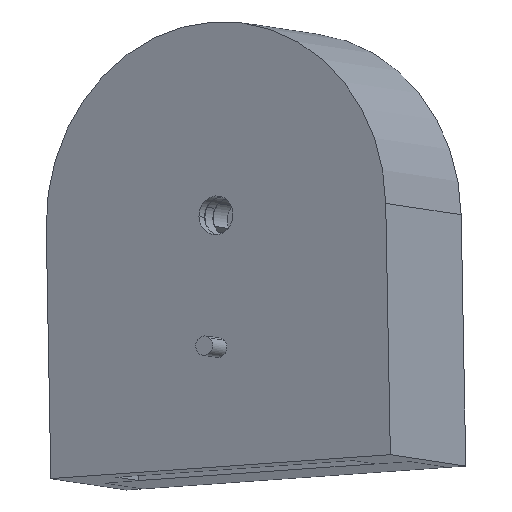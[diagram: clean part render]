
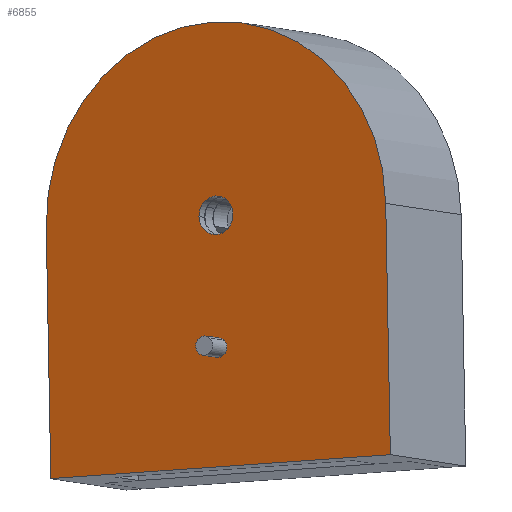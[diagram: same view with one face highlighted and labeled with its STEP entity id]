
A CAD part, front view. The second image highlights one B-rep face of the part: STEP entity #6855.
In plain terms, the highlighted face is planar.
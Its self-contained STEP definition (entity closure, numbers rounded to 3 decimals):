
#179 = EDGE_CURVE ( 'NONE', #13691, #5300, #1153, .T. ) ;
#437 = PLANE ( 'NONE',  #8355 ) ;
#459 = VERTEX_POINT ( 'NONE', #568 ) ;
#568 = CARTESIAN_POINT ( 'NONE',  ( -5., -68.5, 0. ) ) ;
#765 = ORIENTED_EDGE ( 'NONE', *, *, #6029, .F. ) ;
#1095 = ORIENTED_EDGE ( 'NONE', *, *, #1131, .T. ) ;
#1131 = EDGE_CURVE ( 'NONE', #11658, #13691, #13225, .T. ) ;
#1153 = LINE ( 'NONE', #7581, #12285 ) ;
#1402 = VERTEX_POINT ( 'NONE', #7659 ) ;
#1764 = DIRECTION ( 'NONE',  ( 0., -1., 0. ) ) ;
#2168 = DIRECTION ( 'NONE',  ( -1., 0., 0. ) ) ;
#3139 = DIRECTION ( 'NONE',  ( 0., 0., -1. ) ) ;
#3295 = CARTESIAN_POINT ( 'NONE',  ( 0., -68.5, 0. ) ) ;
#3351 = DIRECTION ( 'NONE',  ( 0., 0., -1. ) ) ;
#3943 = EDGE_CURVE ( 'NONE', #9189, #6400, #12686, .T. ) ;
#4044 = ORIENTED_EDGE ( 'NONE', *, *, #179, .T. ) ;
#4771 = AXIS2_PLACEMENT_3D ( 'NONE', #10504, #12953, #5299 ) ;
#5075 = CARTESIAN_POINT ( 'NONE',  ( 100., 0., 0. ) ) ;
#5206 = DIRECTION ( 'NONE',  ( 0., -1., 0. ) ) ;
#5264 = ORIENTED_EDGE ( 'NONE', *, *, #15268, .F. ) ;
#5299 = DIRECTION ( 'NONE',  ( -1., 0., 0. ) ) ;
#5300 = VERTEX_POINT ( 'NONE', #6507 ) ;
#5817 = CARTESIAN_POINT ( 'NONE',  ( 5., -68.5, 0. ) ) ;
#6029 = EDGE_CURVE ( 'NONE', #6400, #9189, #12312, .T. ) ;
#6394 = CARTESIAN_POINT ( 'NONE',  ( 0., -130., 0. ) ) ;
#6400 = VERTEX_POINT ( 'NONE', #12595 ) ;
#6507 = CARTESIAN_POINT ( 'NONE',  ( 100., -130., 0. ) ) ;
#6708 = DIRECTION ( 'NONE',  ( -1., 0., 0. ) ) ;
#6855 = ADVANCED_FACE ( 'NONE', ( #10532, #15342, #10290 ), #437, .T. ) ;
#6874 = CARTESIAN_POINT ( 'NONE',  ( 0., 0., 0. ) ) ;
#7581 = CARTESIAN_POINT ( 'NONE',  ( 100., 0., 0. ) ) ;
#7659 = CARTESIAN_POINT ( 'NONE',  ( -100., -130., 0. ) ) ;
#7943 = DIRECTION ( 'NONE',  ( -1., 0., 0. ) ) ;
#8355 = AXIS2_PLACEMENT_3D ( 'NONE', #6874, #9388, #6708 ) ;
#8459 = CARTESIAN_POINT ( 'NONE',  ( 10., 0., 0. ) ) ;
#8710 = DIRECTION ( 'NONE',  ( -1., 0., 0. ) ) ;
#8724 = CIRCLE ( 'NONE', #10815, 5. ) ;
#8860 = CARTESIAN_POINT ( 'NONE',  ( -100., 0., 0. ) ) ;
#8862 = DIRECTION ( 'NONE',  ( -1., 0., 0. ) ) ;
#8883 = EDGE_CURVE ( 'NONE', #11065, #459, #8724, .T. ) ;
#9189 = VERTEX_POINT ( 'NONE', #8459 ) ;
#9204 = DIRECTION ( 'NONE',  ( -1., 0., 0. ) ) ;
#9388 = DIRECTION ( 'NONE',  ( 0., 0., -1. ) ) ;
#9744 = ORIENTED_EDGE ( 'NONE', *, *, #11008, .F. ) ;
#9977 = VECTOR ( 'NONE', #1764, 1000. ) ;
#10290 = FACE_OUTER_BOUND ( 'NONE', #13864, .T. ) ;
#10504 = CARTESIAN_POINT ( 'NONE',  ( 0., 0., 0. ) ) ;
#10523 = ORIENTED_EDGE ( 'NONE', *, *, #15506, .T. ) ;
#10532 = FACE_BOUND ( 'NONE', #15892, .T. ) ;
#10815 = AXIS2_PLACEMENT_3D ( 'NONE', #15060, #11157, #8710 ) ;
#11008 = EDGE_CURVE ( 'NONE', #459, #11065, #11945, .T. ) ;
#11065 = VERTEX_POINT ( 'NONE', #5817 ) ;
#11157 = DIRECTION ( 'NONE',  ( 0., 0., -1. ) ) ;
#11410 = ORIENTED_EDGE ( 'NONE', *, *, #8883, .F. ) ;
#11516 = LINE ( 'NONE', #6394, #13123 ) ;
#11658 = VERTEX_POINT ( 'NONE', #8860 ) ;
#11945 = CIRCLE ( 'NONE', #14013, 5. ) ;
#12285 = VECTOR ( 'NONE', #5206, 1000. ) ;
#12312 = CIRCLE ( 'NONE', #4771, 10. ) ;
#12529 = CARTESIAN_POINT ( 'NONE',  ( 0., 0., 0. ) ) ;
#12595 = CARTESIAN_POINT ( 'NONE',  ( -10., 0., 0. ) ) ;
#12686 = CIRCLE ( 'NONE', #13984, 10. ) ;
#12700 = AXIS2_PLACEMENT_3D ( 'NONE', #13053, #3351, #9204 ) ;
#12919 = CARTESIAN_POINT ( 'NONE',  ( -100., 0., 0. ) ) ;
#12953 = DIRECTION ( 'NONE',  ( 0., 0., -1. ) ) ;
#13053 = CARTESIAN_POINT ( 'NONE',  ( 0., 0., 0. ) ) ;
#13123 = VECTOR ( 'NONE', #7943, 1000. ) ;
#13225 = CIRCLE ( 'NONE', #12700, 100. ) ;
#13691 = VERTEX_POINT ( 'NONE', #5075 ) ;
#13864 = EDGE_LOOP ( 'NONE', ( #10523, #5264, #1095, #4044 ) ) ;
#13984 = AXIS2_PLACEMENT_3D ( 'NONE', #12529, #16020, #8862 ) ;
#14013 = AXIS2_PLACEMENT_3D ( 'NONE', #3295, #3139, #2168 ) ;
#14140 = LINE ( 'NONE', #12919, #9977 ) ;
#15060 = CARTESIAN_POINT ( 'NONE',  ( 0., -68.5, 0. ) ) ;
#15268 = EDGE_CURVE ( 'NONE', #11658, #1402, #14140, .T. ) ;
#15342 = FACE_BOUND ( 'NONE', #15742, .T. ) ;
#15506 = EDGE_CURVE ( 'NONE', #5300, #1402, #11516, .T. ) ;
#15653 = ORIENTED_EDGE ( 'NONE', *, *, #3943, .F. ) ;
#15742 = EDGE_LOOP ( 'NONE', ( #11410, #9744 ) ) ;
#15892 = EDGE_LOOP ( 'NONE', ( #15653, #765 ) ) ;
#16020 = DIRECTION ( 'NONE',  ( 0., 0., -1. ) ) ;
